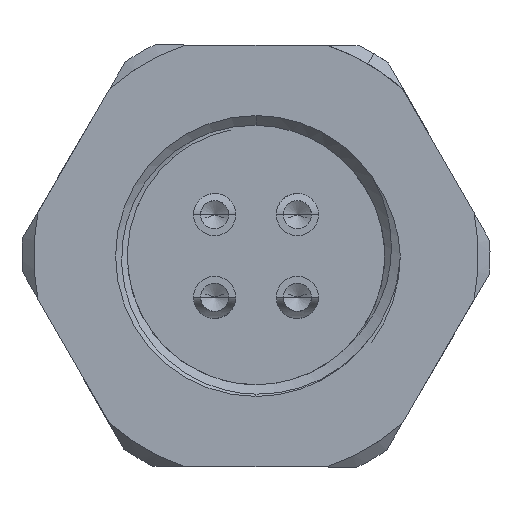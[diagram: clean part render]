
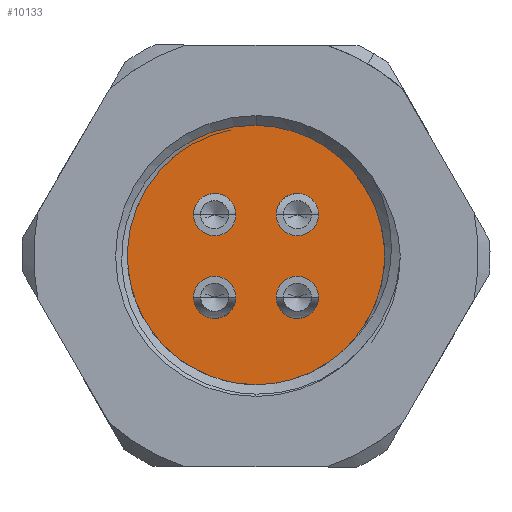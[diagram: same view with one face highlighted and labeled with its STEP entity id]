
A CAD part, left-side view. The second image highlights one B-rep face of the part: STEP entity #10133.
In plain terms, the highlighted planar face has unit normal (-1, 0, 0).
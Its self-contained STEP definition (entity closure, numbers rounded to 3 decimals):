
#65 = DIRECTION ( 'NONE',  ( 0., -1., 0. ) ) ;
#180 = ORIENTED_EDGE ( 'NONE', *, *, #11028, .F. ) ;
#378 = CARTESIAN_POINT ( 'NONE',  ( -13., 2.668, -1.768 ) ) ;
#482 = CIRCLE ( 'NONE', #8005, 0.9 ) ;
#507 = EDGE_LOOP ( 'NONE', ( #6819, #6844 ) ) ;
#513 = AXIS2_PLACEMENT_3D ( 'NONE', #12245, #3012, #8217 ) ;
#538 = DIRECTION ( 'NONE',  ( 0., 1., 0. ) ) ;
#554 = DIRECTION ( 'NONE',  ( -1., 0., 0. ) ) ;
#687 = AXIS2_PLACEMENT_3D ( 'NONE', #7740, #554, #4637 ) ;
#824 = VERTEX_POINT ( 'NONE', #5469 ) ;
#847 = VERTEX_POINT ( 'NONE', #378 ) ;
#854 = ORIENTED_EDGE ( 'NONE', *, *, #12069, .F. ) ;
#1045 = ORIENTED_EDGE ( 'NONE', *, *, #10199, .F. ) ;
#1067 = FACE_BOUND ( 'NONE', #1106, .T. ) ;
#1106 = EDGE_LOOP ( 'NONE', ( #1045, #10733 ) ) ;
#1184 = CARTESIAN_POINT ( 'NONE',  ( -13., -2.668, -1.768 ) ) ;
#1686 = VERTEX_POINT ( 'NONE', #3177 ) ;
#1895 = VERTEX_POINT ( 'NONE', #9846 ) ;
#1930 = FACE_BOUND ( 'NONE', #507, .T. ) ;
#1973 = CIRCLE ( 'NONE', #10606, 6. ) ;
#2129 = CARTESIAN_POINT ( 'NONE',  ( -13., 0., 0. ) ) ;
#2163 = AXIS2_PLACEMENT_3D ( 'NONE', #2129, #8344, #11368 ) ;
#2167 = CIRCLE ( 'NONE', #513, 0.9 ) ;
#2624 = CARTESIAN_POINT ( 'NONE',  ( -13., 0.868, 1.768 ) ) ;
#2625 = CARTESIAN_POINT ( 'NONE',  ( -13., 0.868, -1.768 ) ) ;
#2732 = VERTEX_POINT ( 'NONE', #2625 ) ;
#2776 = CARTESIAN_POINT ( 'NONE',  ( -13., 1.768, 1.768 ) ) ;
#2944 = FACE_BOUND ( 'NONE', #5749, .T. ) ;
#3012 = DIRECTION ( 'NONE',  ( -1., 0., 0. ) ) ;
#3050 = VERTEX_POINT ( 'NONE', #1184 ) ;
#3121 = CARTESIAN_POINT ( 'NONE',  ( -13., 1.768, -1.768 ) ) ;
#3177 = CARTESIAN_POINT ( 'NONE',  ( -13., 2.668, 1.768 ) ) ;
#3352 = CARTESIAN_POINT ( 'NONE',  ( -13., -0.868, -1.768 ) ) ;
#3550 = VERTEX_POINT ( 'NONE', #5200 ) ;
#3669 = AXIS2_PLACEMENT_3D ( 'NONE', #10852, #5703, #9858 ) ;
#4136 = AXIS2_PLACEMENT_3D ( 'NONE', #6982, #10110, #11107 ) ;
#4220 = CARTESIAN_POINT ( 'NONE',  ( -13., -1.768, 1.768 ) ) ;
#4329 = CIRCLE ( 'NONE', #6927, 0.9 ) ;
#4339 = CIRCLE ( 'NONE', #11911, 0.9 ) ;
#4429 = EDGE_CURVE ( 'NONE', #2732, #847, #2167, .T. ) ;
#4496 = DIRECTION ( 'NONE',  ( -1., 0., 0. ) ) ;
#4548 = CARTESIAN_POINT ( 'NONE',  ( -13., 0., 0. ) ) ;
#4620 = ORIENTED_EDGE ( 'NONE', *, *, #11468, .F. ) ;
#4637 = DIRECTION ( 'NONE',  ( 0., -1., 0. ) ) ;
#4638 = EDGE_CURVE ( 'NONE', #3050, #11701, #7148, .T. ) ;
#4973 = AXIS2_PLACEMENT_3D ( 'NONE', #4220, #5278, #65 ) ;
#4989 = DIRECTION ( 'NONE',  ( -1., 0., 0. ) ) ;
#5026 = PLANE ( 'NONE',  #2163 ) ;
#5034 = EDGE_CURVE ( 'NONE', #847, #2732, #482, .T. ) ;
#5150 = CARTESIAN_POINT ( 'NONE',  ( -13., 6., 0. ) ) ;
#5166 = CARTESIAN_POINT ( 'NONE',  ( -13., 1.768, 1.768 ) ) ;
#5200 = CARTESIAN_POINT ( 'NONE',  ( -13., -2.668, 1.768 ) ) ;
#5278 = DIRECTION ( 'NONE',  ( -1., 0., 0. ) ) ;
#5469 = CARTESIAN_POINT ( 'NONE',  ( -13., -0.868, 1.768 ) ) ;
#5482 = EDGE_LOOP ( 'NONE', ( #9081, #854 ) ) ;
#5496 = CARTESIAN_POINT ( 'NONE',  ( -13., -1.768, -1.768 ) ) ;
#5690 = DIRECTION ( 'NONE',  ( 1., 0., 0. ) ) ;
#5703 = DIRECTION ( 'NONE',  ( 1., 0., 0. ) ) ;
#5749 = EDGE_LOOP ( 'NONE', ( #7262, #4620 ) ) ;
#6040 = FACE_OUTER_BOUND ( 'NONE', #9773, .T. ) ;
#6819 = ORIENTED_EDGE ( 'NONE', *, *, #4429, .F. ) ;
#6844 = ORIENTED_EDGE ( 'NONE', *, *, #5034, .F. ) ;
#6900 = DIRECTION ( 'NONE',  ( -1., 0., 0. ) ) ;
#6927 = AXIS2_PLACEMENT_3D ( 'NONE', #5166, #4989, #10280 ) ;
#6982 = CARTESIAN_POINT ( 'NONE',  ( -13., -1.768, -1.768 ) ) ;
#7148 = CIRCLE ( 'NONE', #4136, 0.9 ) ;
#7240 = DIRECTION ( 'NONE',  ( -1., 0., 0. ) ) ;
#7262 = ORIENTED_EDGE ( 'NONE', *, *, #12512, .F. ) ;
#7740 = CARTESIAN_POINT ( 'NONE',  ( -13., -1.768, 1.768 ) ) ;
#7904 = DIRECTION ( 'NONE',  ( 0., -1., 0. ) ) ;
#8005 = AXIS2_PLACEMENT_3D ( 'NONE', #3121, #7240, #11354 ) ;
#8009 = CIRCLE ( 'NONE', #10603, 0.9 ) ;
#8217 = DIRECTION ( 'NONE',  ( 0., -1., 0. ) ) ;
#8344 = DIRECTION ( 'NONE',  ( -1., 0., 0. ) ) ;
#8625 = DIRECTION ( 'NONE',  ( 0., -1., 0. ) ) ;
#8876 = CIRCLE ( 'NONE', #4973, 0.9 ) ;
#9081 = ORIENTED_EDGE ( 'NONE', *, *, #4638, .F. ) ;
#9378 = ORIENTED_EDGE ( 'NONE', *, *, #12300, .F. ) ;
#9379 = VERTEX_POINT ( 'NONE', #2624 ) ;
#9691 = VERTEX_POINT ( 'NONE', #5150 ) ;
#9773 = EDGE_LOOP ( 'NONE', ( #9378, #180 ) ) ;
#9846 = CARTESIAN_POINT ( 'NONE',  ( -13., -6., 0. ) ) ;
#9858 = DIRECTION ( 'NONE',  ( 0., 1., 0. ) ) ;
#9957 = CIRCLE ( 'NONE', #3669, 6. ) ;
#10110 = DIRECTION ( 'NONE',  ( -1., 0., 0. ) ) ;
#10133 = ADVANCED_FACE ( 'NONE', ( #12425, #1930, #1067, #2944, #6040 ), #5026, .T. ) ;
#10199 = EDGE_CURVE ( 'NONE', #3550, #824, #8876, .T. ) ;
#10280 = DIRECTION ( 'NONE',  ( 0., -1., 0. ) ) ;
#10603 = AXIS2_PLACEMENT_3D ( 'NONE', #2776, #6900, #7904 ) ;
#10606 = AXIS2_PLACEMENT_3D ( 'NONE', #4548, #5690, #538 ) ;
#10733 = ORIENTED_EDGE ( 'NONE', *, *, #12279, .F. ) ;
#10852 = CARTESIAN_POINT ( 'NONE',  ( -13., 0., 0. ) ) ;
#11028 = EDGE_CURVE ( 'NONE', #1895, #9691, #1973, .T. ) ;
#11107 = DIRECTION ( 'NONE',  ( 0., -1., 0. ) ) ;
#11354 = DIRECTION ( 'NONE',  ( 0., -1., 0. ) ) ;
#11368 = DIRECTION ( 'NONE',  ( 0., -1., 0. ) ) ;
#11457 = CIRCLE ( 'NONE', #687, 0.9 ) ;
#11468 = EDGE_CURVE ( 'NONE', #1686, #9379, #4329, .T. ) ;
#11701 = VERTEX_POINT ( 'NONE', #3352 ) ;
#11911 = AXIS2_PLACEMENT_3D ( 'NONE', #5496, #4496, #8625 ) ;
#12069 = EDGE_CURVE ( 'NONE', #11701, #3050, #4339, .T. ) ;
#12245 = CARTESIAN_POINT ( 'NONE',  ( -13., 1.768, -1.768 ) ) ;
#12279 = EDGE_CURVE ( 'NONE', #824, #3550, #11457, .T. ) ;
#12300 = EDGE_CURVE ( 'NONE', #9691, #1895, #9957, .T. ) ;
#12425 = FACE_BOUND ( 'NONE', #5482, .T. ) ;
#12512 = EDGE_CURVE ( 'NONE', #9379, #1686, #8009, .T. ) ;
